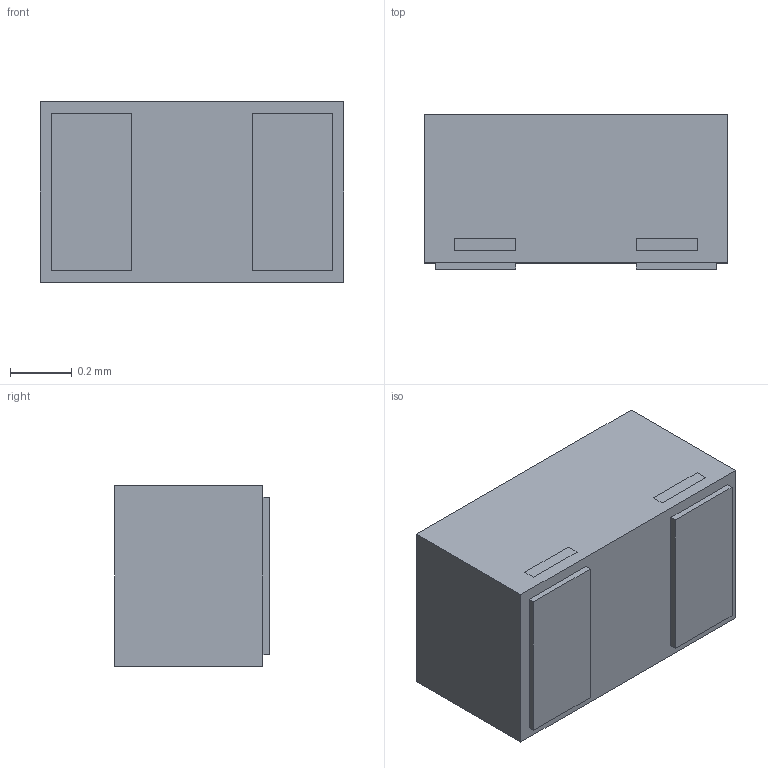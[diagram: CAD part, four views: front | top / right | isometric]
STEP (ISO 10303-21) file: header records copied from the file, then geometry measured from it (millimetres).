
FILE_DESCRIPTION (( 'STEP AP214' ), '1' );
FILE_NAME ('PESD9X7.0L,315.STEP', '2023-12-16T12:30:47', ( '' ), ( '' ), 'SwSTEP 2.0', 'SolidWorks 2021', '' );
FILE_SCHEMA (( 'AUTOMOTIVE_DESIGN' ));
Length unit declared in the file: millimetre
Products named in the file (1): PESD9X7.0L,315
Bounding box: 0.98 x 0.5 x 0.58 mm (x, y, z)
Volume: 0.3 mm3; surface area: 3.8 mm2
Topology: 3 solids, 3 shells, 48 faces, 132 edges, 88 vertices
Faces by surface type: plane 48
Entity records: 1564 total; most frequent: CARTESIAN_POINT 269, ORIENTED_EDGE 264, DIRECTION 230, EDGE_CURVE 132, LINE 132, VECTOR 132, VERTEX_POINT 88, EDGE_LOOP 54
